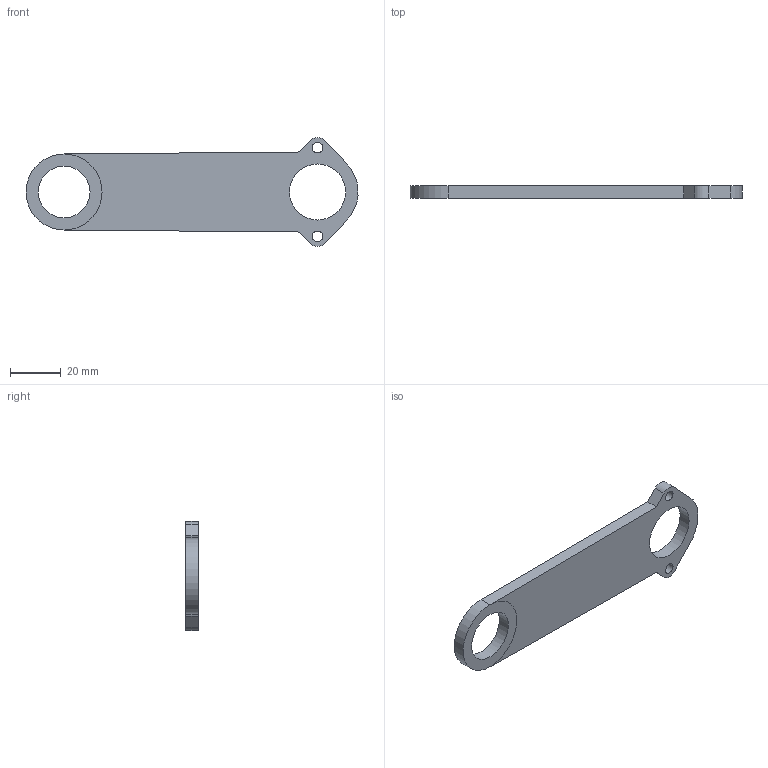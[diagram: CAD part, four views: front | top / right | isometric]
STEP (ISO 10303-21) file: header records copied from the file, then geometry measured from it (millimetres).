
FILE_DESCRIPTION(/* description */ (''),/* implementation_level */ '2;1');
FILE_NAME(/* name */ 'arm_1 v1.step',/* time_stamp */ '2019-01-11T10:48:55+01:00',/* author */ ('elderzz'),/* organization */ (''),/* preprocessor_version */ 'ST-DEVELOPER v17.2',/* originating_system */ 'Autodesk Translation Framework v7.6.0.251',/* authorisation */ '');
FILE_SCHEMA (('AUTOMOTIVE_DESIGN { 1 0 10303 214 3 1 1 }'));
Length unit declared in the file: millimetre
Products named in the file (1): arm_1
Bounding box: 130.94 x 5 x 43.01 mm (x, y, z)
Volume: 17918 mm3; surface area: 10301 mm2
Topology: 2 solids, 2 shells, 20 faces, 50 edges, 34 vertices
Faces by surface type: cylinder 10, plane 10
Full cylindrical faces by diameter (mm): 4.2 x2, 20.5 x2, 22.1 x1, 30 x1
Entity records: 664 total; most frequent: DIRECTION 114, CARTESIAN_POINT 105, ORIENTED_EDGE 100, EDGE_CURVE 50, AXIS2_PLACEMENT_3D 43, VERTEX_POINT 34, EDGE_LOOP 30, LINE 28
